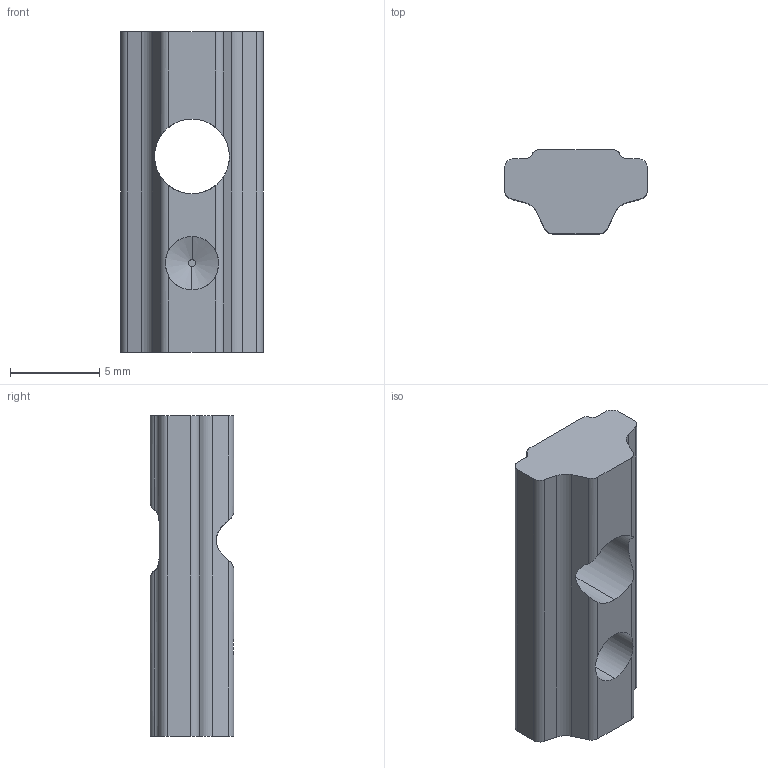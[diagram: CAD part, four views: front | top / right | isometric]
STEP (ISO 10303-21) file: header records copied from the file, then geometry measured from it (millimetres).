
FILE_DESCRIPTION (( 'STEP AP214' ), '1' );
FILE_NAME ('096265.STEP', '2014-08-18T07:30:14', ( '' ), ( '' ), 'SwSTEP 2.0', 'SolidWorks 2014', '' );
FILE_SCHEMA (( 'AUTOMOTIVE_DESIGN' ));
Length unit declared in the file: millimetre
Products named in the file (1): 096265
Bounding box: 8 x 4.7 x 18 mm (x, y, z)
Volume: 418.9 mm3; surface area: 518 mm2
Topology: 1 solids, 1 shells, 41 faces, 118 edges, 78 vertices
Faces by surface type: cylinder 24, plane 15, cone 2
Entity records: 1488 total; most frequent: CARTESIAN_POINT 342, ORIENTED_EDGE 236, DIRECTION 228, EDGE_CURVE 118, AXIS2_PLACEMENT_3D 84, VERTEX_POINT 78, LINE 60, VECTOR 60
